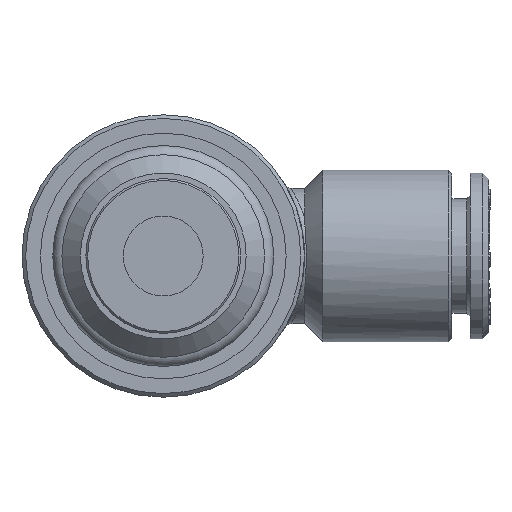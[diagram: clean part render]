
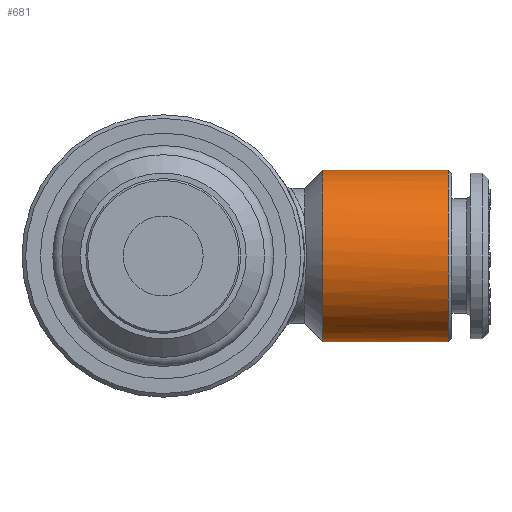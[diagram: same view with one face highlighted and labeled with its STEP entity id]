
A CAD part, front view. The second image highlights one B-rep face of the part: STEP entity #681.
In plain terms, the highlighted cylindrical face has radius 7 mm (diameter 14 mm), a full revolution.
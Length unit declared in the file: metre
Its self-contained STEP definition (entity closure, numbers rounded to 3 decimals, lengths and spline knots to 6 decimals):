
#681 = ADVANCED_FACE( 'NONE', ( #1436, #1437 ), #1438, .T. );
#1436 = FACE_OUTER_BOUND( '', #4189, .T. );
#1437 = FACE_OUTER_BOUND( '', #4190, .T. );
#1438 = CYLINDRICAL_SURFACE( '', #4191, 0.007 );
#4189 = EDGE_LOOP( '', ( #6295 ) );
#4190 = EDGE_LOOP( '', ( #6296 ) );
#4191 = AXIS2_PLACEMENT_3D( '', #6297, #6298, #6299 );
#6295 = ORIENTED_EDGE( '', *, *, #7259, .T. );
#6296 = ORIENTED_EDGE( '', *, *, #6980, .F. );
#6297 = CARTESIAN_POINT( '', ( -0.005577, 0.0203, 0. ) );
#6298 = DIRECTION( '', ( -1., 0., 0. ) );
#6299 = DIRECTION( '', ( 0., 0., 1. ) );
#6980 = EDGE_CURVE( 'NONE', #8007, #8007, #8008, .T. );
#7259 = EDGE_CURVE( 'NONE', #8396, #8396, #8397, .T. );
#8007 = VERTEX_POINT( '', #10633 );
#8008 = CIRCLE( '', #10634, 0.007 );
#8396 = VERTEX_POINT( '', #12021 );
#8397 = CIRCLE( '', #12022, 0.007 );
#10633 = CARTESIAN_POINT( '', ( 0.013, 0.0203, 0.007 ) );
#10634 = AXIS2_PLACEMENT_3D( '', #12728, #12729, #12730 );
#12021 = CARTESIAN_POINT( '', ( 0.0232, 0.0203, 0.007 ) );
#12022 = AXIS2_PLACEMENT_3D( '', #12899, #12900, #12901 );
#12728 = CARTESIAN_POINT( '', ( 0.013, 0.0203, 0. ) );
#12729 = DIRECTION( '', ( -1., 0., 0. ) );
#12730 = DIRECTION( '', ( 0., 0., 1. ) );
#12899 = CARTESIAN_POINT( '', ( 0.0232, 0.0203, 0. ) );
#12900 = DIRECTION( '', ( -1., 0., 0. ) );
#12901 = DIRECTION( '', ( 0., 0., 1. ) );
